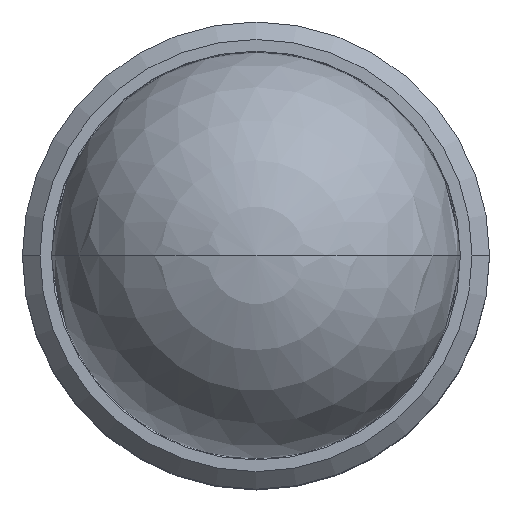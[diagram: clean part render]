
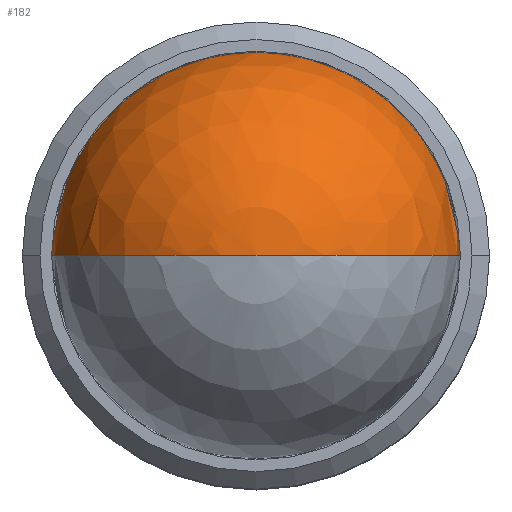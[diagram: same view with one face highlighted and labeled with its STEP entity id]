
A CAD part, top view. The second image highlights one B-rep face of the part: STEP entity #182.
In plain terms, the highlighted spherical face has radius 3.5 mm.
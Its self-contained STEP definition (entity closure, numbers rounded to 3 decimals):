
#182=ADVANCED_FACE('',(#488),#489,.T.);
#186=VERTEX_POINT('',#493);
#322=EDGE_CURVE('',#452,#186,#646,.T.);
#402=EDGE_CURVE('',#186,#452,#736,.T.);
#452=VERTEX_POINT('',#793);
#488=FACE_OUTER_BOUND('',#823,.T.);
#489=SPHERICAL_SURFACE('',#824,3.5);
#493=CARTESIAN_POINT('',(0.,0.,11.4));
#646=CIRCLE('',#1033,3.5);
#736=CIRCLE('',#1151,3.5);
#793=CARTESIAN_POINT('',(0.,0.,4.4));
#823=EDGE_LOOP('',(#1248,#1249));
#824=AXIS2_PLACEMENT_3D('',#1250,#1251,#1252);
#1033=AXIS2_PLACEMENT_3D('',#1464,#1465,#1466);
#1151=AXIS2_PLACEMENT_3D('',#1572,#1573,#1574);
#1248=ORIENTED_EDGE('',*,*,#402,.T.);
#1249=ORIENTED_EDGE('',*,*,#322,.T.);
#1250=CARTESIAN_POINT('',(0.,0.,7.9));
#1251=DIRECTION('',(0.0,0.0,1.0));
#1252=DIRECTION('',(-1.0,0.,0.0));
#1464=CARTESIAN_POINT('',(0.,0.,7.9));
#1465=DIRECTION('',(0.,1.0,0.0));
#1466=DIRECTION('',(0.0,-0.0,-1.0));
#1572=CARTESIAN_POINT('',(0.,0.,7.9));
#1573=DIRECTION('',(0.,1.0,0.0));
#1574=DIRECTION('',(0.0,-0.0,-1.0));
